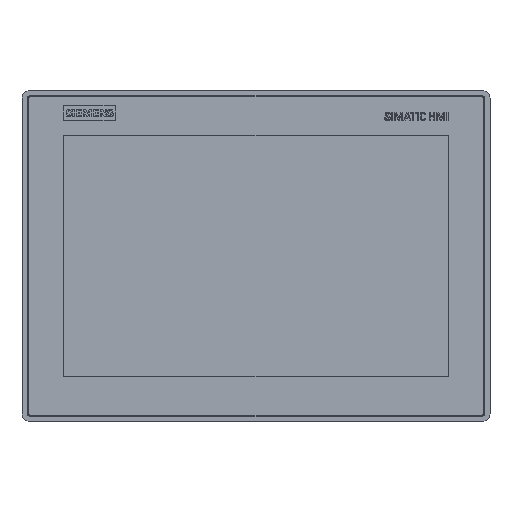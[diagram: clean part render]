
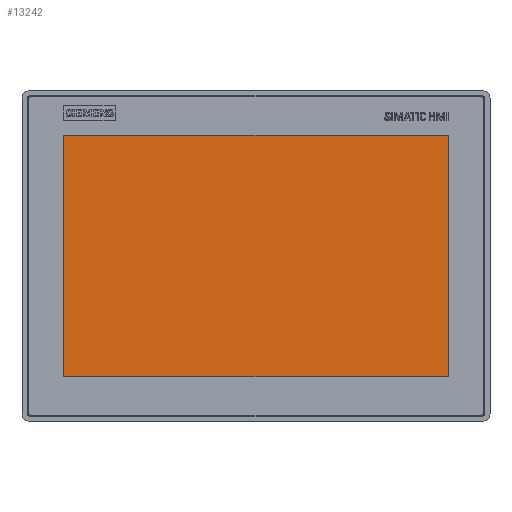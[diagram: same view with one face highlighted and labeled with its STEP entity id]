
A CAD part, top view. The second image highlights one B-rep face of the part: STEP entity #13242.
In plain terms, the highlighted planar face has unit normal (0, 0, 1).
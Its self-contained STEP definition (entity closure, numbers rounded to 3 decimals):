
#13242=ADVANCED_FACE('',(#17189),#15377,.T.);
#15377=PLANE('',#53930);
#17189=FACE_OUTER_BOUND('',#19666,.T.);
#19666=EDGE_LOOP('',(#34548,#34549,#34550,#34551));
#22661=LINE('',#83483,#26306);
#22664=LINE('',#83489,#26309);
#22666=LINE('',#83493,#26311);
#22667=LINE('',#83495,#26312);
#26306=VECTOR('',#59795,1.);
#26309=VECTOR('',#59800,1.);
#26311=VECTOR('',#59804,1.);
#26312=VECTOR('',#59807,1.);
#34548=ORIENTED_EDGE('',*,*,#47921,.F.);
#34549=ORIENTED_EDGE('',*,*,#47924,.F.);
#34550=ORIENTED_EDGE('',*,*,#47926,.F.);
#34551=ORIENTED_EDGE('',*,*,#47927,.F.);
#42929=VERTEX_POINT('',#83482);
#42930=VERTEX_POINT('',#83484);
#42931=VERTEX_POINT('',#83488);
#42932=VERTEX_POINT('',#83492);
#47921=EDGE_CURVE('',#42929,#42930,#22661,.T.);
#47924=EDGE_CURVE('',#42931,#42929,#22664,.T.);
#47926=EDGE_CURVE('',#42932,#42931,#22666,.T.);
#47927=EDGE_CURVE('',#42930,#42932,#22667,.T.);
#53930=AXIS2_PLACEMENT_3D('',#83497,#59810,#59811);
#59795=DIRECTION('',(0.,1.,0.));
#59800=DIRECTION('',(-1.,0.,0.));
#59804=DIRECTION('',(0.,-1.,0.));
#59807=DIRECTION('',(1.,0.,0.));
#59810=DIRECTION('',(0.,0.,1.));
#59811=DIRECTION('',(0.,-1.,0.));
#83482=CARTESIAN_POINT('',(-176.307,-122.948,-4.143));
#83483=CARTESIAN_POINT('',(-176.307,41.652,-4.143));
#83484=CARTESIAN_POINT('',(-176.307,41.652,-4.143));
#83488=CARTESIAN_POINT('',(86.193,-122.948,-4.143));
#83489=CARTESIAN_POINT('',(-176.307,-122.948,-4.143));
#83492=CARTESIAN_POINT('',(86.193,41.652,-4.143));
#83493=CARTESIAN_POINT('',(86.193,-122.948,-4.143));
#83495=CARTESIAN_POINT('',(86.193,41.652,-4.143));
#83497=CARTESIAN_POINT('',(0.,0.,-4.143));
